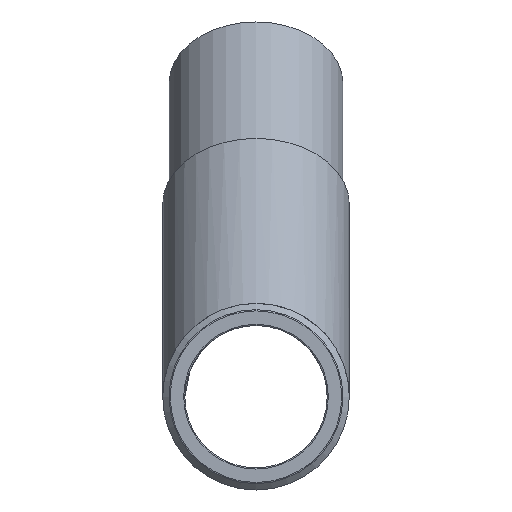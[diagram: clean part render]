
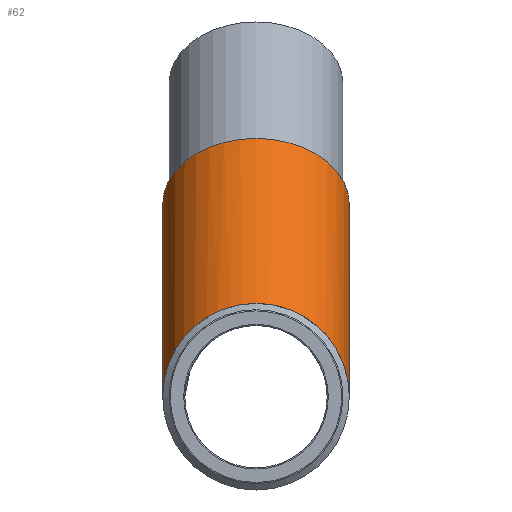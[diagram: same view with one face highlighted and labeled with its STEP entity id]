
A CAD part, left-side view. The second image highlights one B-rep face of the part: STEP entity #62.
In plain terms, the highlighted cylindrical face has radius 40.236 mm (diameter 80.472 mm), a full revolution.
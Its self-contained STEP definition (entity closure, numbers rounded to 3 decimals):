
#62 = ADVANCED_FACE( '', ( #136, #137 ), #138, .T. );
#136 = FACE_OUTER_BOUND( '', #217, .T. );
#137 = FACE_OUTER_BOUND( '', #218, .T. );
#138 = CYLINDRICAL_SURFACE( '', #219, 40.236 );
#217 = EDGE_LOOP( '', ( #313 ) );
#218 = EDGE_LOOP( '', ( #314, #315 ) );
#219 = AXIS2_PLACEMENT_3D( '', #316, #317, #318 );
#313 = ORIENTED_EDGE( '', *, *, #384, .F. );
#314 = ORIENTED_EDGE( '', *, *, #392, .T. );
#315 = ORIENTED_EDGE( '', *, *, #393, .T. );
#316 = CARTESIAN_POINT( '', ( 238.057, 0., 135.057 ) );
#317 = DIRECTION( '', ( -0.707, 0., -0.707 ) );
#318 = DIRECTION( '', ( 0.707, 0., -0.707 ) );
#384 = EDGE_CURVE( '', #435, #435, #436, .T. );
#392 = EDGE_CURVE( '', #448, #449, #450, .F. );
#393 = EDGE_CURVE( '', #449, #448, #451, .T. );
#435 = VERTEX_POINT( '', #495 );
#436 = CIRCLE( '', #496, 40.236 );
#448 = VERTEX_POINT( '', #508 );
#449 = VERTEX_POINT( '', #509 );
#450 = ELLIPSE( '', #510, 105.142, 40.236 );
#451 = ELLIPSE( '', #511, 43.551, 40.236 );
#495 = CARTESIAN_POINT( '', ( 214.369, 0., 54.467 ) );
#496 = AXIS2_PLACEMENT_3D( '', #559, #560, #561 );
#508 = CARTESIAN_POINT( '', ( 103., -40.236, 0. ) );
#509 = CARTESIAN_POINT( '', ( 103., 40.236, 0. ) );
#510 = AXIS2_PLACEMENT_3D( '', #574, #575, #576 );
#511 = AXIS2_PLACEMENT_3D( '', #577, #578, #579 );
#559 = CARTESIAN_POINT( '', ( 185.918, 0., 82.918 ) );
#560 = DIRECTION( '', ( 0.707, 0., 0.707 ) );
#561 = DIRECTION( '', ( 0.707, 0., -0.707 ) );
#574 = CARTESIAN_POINT( '', ( 103., 0., 0. ) );
#575 = DIRECTION( '', ( 0.383, 0., -0.924 ) );
#576 = DIRECTION( '', ( 0.924, 0., 0.383 ) );
#577 = CARTESIAN_POINT( '', ( 103., 0., 0. ) );
#578 = DIRECTION( '', ( 0.924, 0., 0.383 ) );
#579 = DIRECTION( '', ( 0.383, 0., -0.924 ) );
